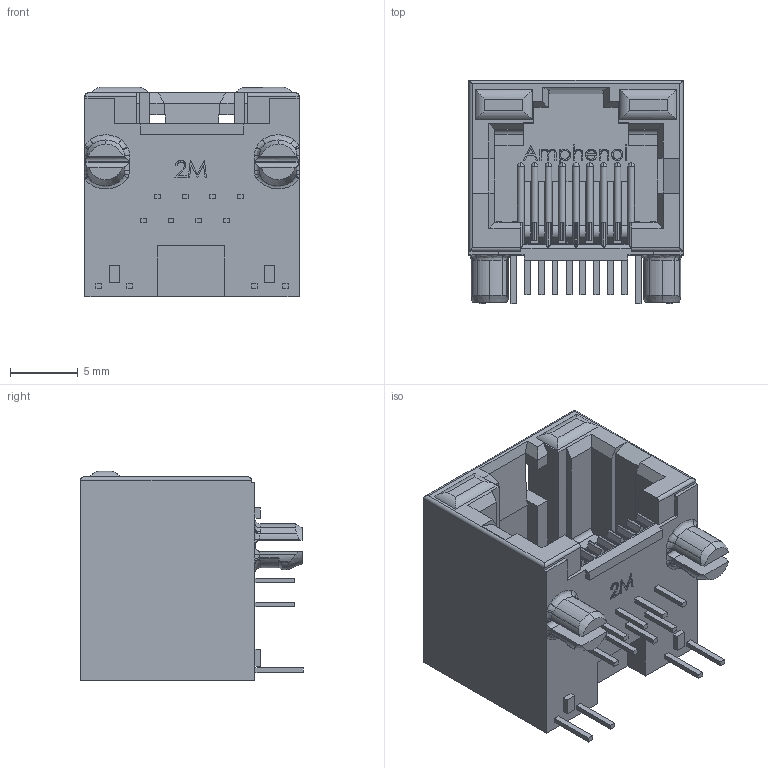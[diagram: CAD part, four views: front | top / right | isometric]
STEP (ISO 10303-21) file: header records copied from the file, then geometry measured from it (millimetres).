
FILE_DESCRIPTION (( 'STEP AP214' ), '1' );
FILE_NAME ('M-RJHSE-X08X-REVT1.STEP', '2015-02-05T06:09:26', ( '' ), ( '' ), 'SwSTEP 2.0', 'SolidWorks 2013', '' );
FILE_SCHEMA (( 'AUTOMOTIVE_DESIGN' ));
Length unit declared in the file: millimetre
Products named in the file (1): M-RJHSE-X08X-REVT1
Bounding box: 15.75 x 16.39 x 15.39 mm (x, y, z)
Volume: 1918 mm3; surface area: 2159 mm2
Topology: 1 solids, 1 shells, 746 faces, 2091 edges, 1381 vertices
Faces by surface type: plane 481, cylinder 157, bspline 100, cone 8
Entity records: 29355 total; most frequent: CARTESIAN_POINT 11916, ORIENTED_EDGE 4182, DIRECTION 2688, EDGE_CURVE 2091, VERTEX_POINT 1381, VECTOR 1254, LINE 1254, EDGE_LOOP 800
